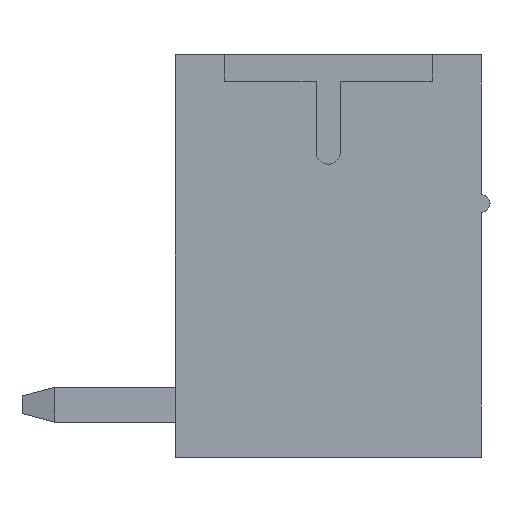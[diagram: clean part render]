
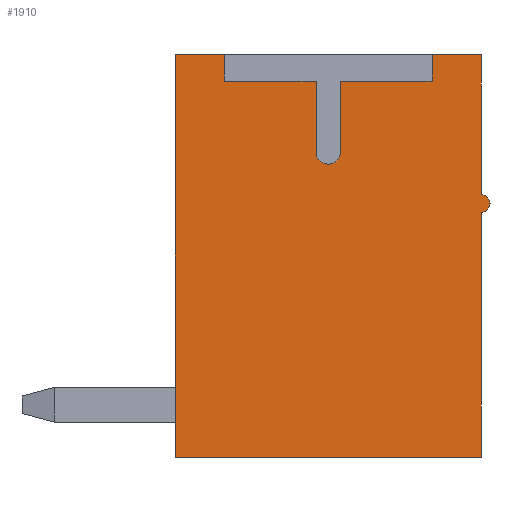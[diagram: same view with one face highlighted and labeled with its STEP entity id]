
A CAD part, left-side view. The second image highlights one B-rep face of the part: STEP entity #1910.
In plain terms, the highlighted planar face has unit normal (-1, 0, 0).
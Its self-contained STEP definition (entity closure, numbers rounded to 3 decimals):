
#1910 = ADVANCED_FACE( '', ( #4221 ), #4222, .F. );
#4221 = FACE_OUTER_BOUND( '', #7038, .T. );
#4222 = PLANE( '', #7039 );
#7038 = EDGE_LOOP( '', ( #12268, #12269, #12270, #12271, #12272, #12273, #12274, #12275, #12276, #12277, #12278, #12279, #12280, #12281 ) );
#7039 = AXIS2_PLACEMENT_3D( '', #12282, #12283, #12284 );
#12268 = ORIENTED_EDGE( '', *, *, #19356, .T. );
#12269 = ORIENTED_EDGE( '', *, *, #19357, .T. );
#12270 = ORIENTED_EDGE( '', *, *, #19358, .T. );
#12271 = ORIENTED_EDGE( '', *, *, #19359, .T. );
#12272 = ORIENTED_EDGE( '', *, *, #19360, .T. );
#12273 = ORIENTED_EDGE( '', *, *, #19361, .T. );
#12274 = ORIENTED_EDGE( '', *, *, #19362, .T. );
#12275 = ORIENTED_EDGE( '', *, *, #17857, .T. );
#12276 = ORIENTED_EDGE( '', *, *, #19363, .T. );
#12277 = ORIENTED_EDGE( '', *, *, #19364, .T. );
#12278 = ORIENTED_EDGE( '', *, *, #17607, .T. );
#12279 = ORIENTED_EDGE( '', *, *, #19365, .T. );
#12280 = ORIENTED_EDGE( '', *, *, #19366, .T. );
#12281 = ORIENTED_EDGE( '', *, *, #19367, .T. );
#12282 = CARTESIAN_POINT( '', ( -38.545, 0., 2.375 ) );
#12283 = DIRECTION( '', ( 1., 0., 0. ) );
#12284 = DIRECTION( '', ( 0., 0., -1. ) );
#17607 = EDGE_CURVE( '', #21274, #21275, #21276, .T. );
#17857 = EDGE_CURVE( '', #21743, #21741, #21744, .T. );
#19356 = EDGE_CURVE( '', #24140, #24141, #24142, .T. );
#19357 = EDGE_CURVE( '', #24141, #24143, #24144, .T. );
#19358 = EDGE_CURVE( '', #24143, #24145, #24146, .T. );
#19359 = EDGE_CURVE( '', #24145, #24147, #24148, .T. );
#19360 = EDGE_CURVE( '', #24147, #24149, #24150, .T. );
#19361 = EDGE_CURVE( '', #24149, #24151, #24152, .T. );
#19362 = EDGE_CURVE( '', #24151, #21743, #24153, .T. );
#19363 = EDGE_CURVE( '', #21741, #24154, #24155, .T. );
#19364 = EDGE_CURVE( '', #24154, #21274, #24156, .T. );
#19365 = EDGE_CURVE( '', #21275, #24157, #24158, .T. );
#19366 = EDGE_CURVE( '', #24157, #24159, #24160, .T. );
#19367 = EDGE_CURVE( '', #24159, #24140, #24161, .F. );
#21274 = VERTEX_POINT( '', #26618 );
#21275 = VERTEX_POINT( '', #26619 );
#21276 = LINE( '', #26620, #26621 );
#21741 = VERTEX_POINT( '', #27309 );
#21743 = VERTEX_POINT( '', #27312 );
#21744 = LINE( '', #27313, #27314 );
#24140 = VERTEX_POINT( '', #30825 );
#24141 = VERTEX_POINT( '', #30826 );
#24142 = LINE( '', #30827, #30828 );
#24143 = VERTEX_POINT( '', #30829 );
#24144 = LINE( '', #30830, #30831 );
#24145 = VERTEX_POINT( '', #30832 );
#24146 = LINE( '', #30833, #30834 );
#24147 = VERTEX_POINT( '', #30835 );
#24148 = LINE( '', #30836, #30837 );
#24149 = VERTEX_POINT( '', #30838 );
#24150 = LINE( '', #30839, #30840 );
#24151 = VERTEX_POINT( '', #30841 );
#24152 = CIRCLE( '', #30842, 0.275 );
#24153 = LINE( '', #30843, #30844 );
#24154 = VERTEX_POINT( '', #30845 );
#24155 = LINE( '', #30846, #30847 );
#24156 = LINE( '', #30848, #30849 );
#24157 = VERTEX_POINT( '', #30850 );
#24158 = LINE( '', #30851, #30852 );
#24159 = VERTEX_POINT( '', #30853 );
#24160 = LINE( '', #30854, #30855 );
#24161 = CIRCLE( '', #30856, 0.2 );
#26618 = CARTESIAN_POINT( '', ( -38.545, 3.5, 4.6 ) );
#26619 = CARTESIAN_POINT( '', ( -38.545, 3.5, -4.6 ) );
#26620 = CARTESIAN_POINT( '', ( -38.545, 3.5, 4.6 ) );
#26621 = VECTOR( '', #33606, 1000. );
#27309 = CARTESIAN_POINT( '', ( -38.545, 2.375, 4. ) );
#27312 = CARTESIAN_POINT( '', ( -38.545, 0.275, 4. ) );
#27313 = CARTESIAN_POINT( '', ( -38.545, 0.275, 4. ) );
#27314 = VECTOR( '', #33852, 1000. );
#30825 = CARTESIAN_POINT( '', ( -38.545, -3.5, 1.4 ) );
#30826 = CARTESIAN_POINT( '', ( -38.545, -3.5, 4.6 ) );
#30827 = CARTESIAN_POINT( '', ( -38.545, -3.5, 1.4 ) );
#30828 = VECTOR( '', #35166, 1000. );
#30829 = CARTESIAN_POINT( '', ( -38.545, -2.375, 4.6 ) );
#30830 = CARTESIAN_POINT( '', ( -38.545, -3.871, 4.6 ) );
#30831 = VECTOR( '', #35167, 1000. );
#30832 = CARTESIAN_POINT( '', ( -38.545, -2.375, 4. ) );
#30833 = CARTESIAN_POINT( '', ( -38.545, -2.375, 4.6 ) );
#30834 = VECTOR( '', #35168, 1000. );
#30835 = CARTESIAN_POINT( '', ( -38.545, -0.275, 4. ) );
#30836 = CARTESIAN_POINT( '', ( -38.545, -2.375, 4. ) );
#30837 = VECTOR( '', #35169, 1000. );
#30838 = CARTESIAN_POINT( '', ( -38.545, -0.275, 2.375 ) );
#30839 = CARTESIAN_POINT( '', ( -38.545, -0.275, 4. ) );
#30840 = VECTOR( '', #35170, 1000. );
#30841 = CARTESIAN_POINT( '', ( -38.545, 0.275, 2.375 ) );
#30842 = AXIS2_PLACEMENT_3D( '', #35171, #35172, #35173 );
#30843 = CARTESIAN_POINT( '', ( -38.545, 0.275, 2.375 ) );
#30844 = VECTOR( '', #35174, 1000. );
#30845 = CARTESIAN_POINT( '', ( -38.545, 2.375, 4.6 ) );
#30846 = CARTESIAN_POINT( '', ( -38.545, 2.375, 4. ) );
#30847 = VECTOR( '', #35175, 1000. );
#30848 = CARTESIAN_POINT( '', ( -38.545, 2.375, 4.6 ) );
#30849 = VECTOR( '', #35176, 1000. );
#30850 = CARTESIAN_POINT( '', ( -38.545, -3.5, -4.6 ) );
#30851 = CARTESIAN_POINT( '', ( -38.545, 3.5, -4.6 ) );
#30852 = VECTOR( '', #35177, 1000. );
#30853 = CARTESIAN_POINT( '', ( -38.545, -3.5, 1. ) );
#30854 = CARTESIAN_POINT( '', ( -38.545, -3.5, -4.6 ) );
#30855 = VECTOR( '', #35178, 1000. );
#30856 = AXIS2_PLACEMENT_3D( '', #35179, #35180, #35181 );
#33606 = DIRECTION( '', ( 0., 0., -1. ) );
#33852 = DIRECTION( '', ( 0., 1., 0. ) );
#35166 = DIRECTION( '', ( 0., 0., 1. ) );
#35167 = DIRECTION( '', ( 0., 1., 0. ) );
#35168 = DIRECTION( '', ( 0., 0., -1. ) );
#35169 = DIRECTION( '', ( 0., 1., 0. ) );
#35170 = DIRECTION( '', ( 0., 0., -1. ) );
#35171 = CARTESIAN_POINT( '', ( -38.545, 0., 2.375 ) );
#35172 = DIRECTION( '', ( 1., 0., 0. ) );
#35173 = DIRECTION( '', ( 0., -1., 0. ) );
#35174 = DIRECTION( '', ( 0., 0., 1. ) );
#35175 = DIRECTION( '', ( 0., 0., 1. ) );
#35176 = DIRECTION( '', ( 0., 1., 0. ) );
#35177 = DIRECTION( '', ( 0., -1., 0. ) );
#35178 = DIRECTION( '', ( 0., 0., 1. ) );
#35179 = CARTESIAN_POINT( '', ( -38.545, -3.5, 1.2 ) );
#35180 = DIRECTION( '', ( 1., 0., 0. ) );
#35181 = DIRECTION( '', ( 0., 0., -1. ) );
